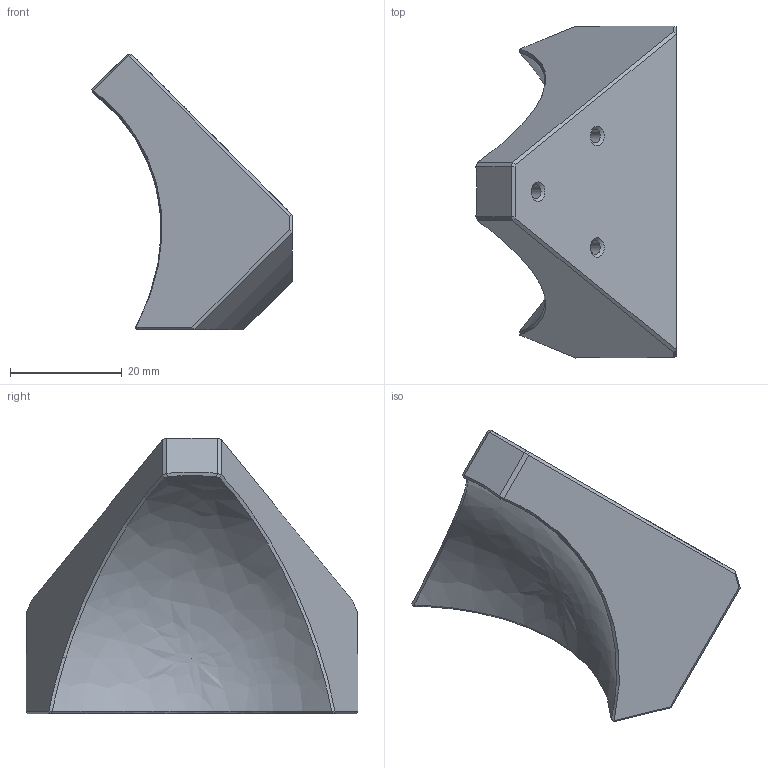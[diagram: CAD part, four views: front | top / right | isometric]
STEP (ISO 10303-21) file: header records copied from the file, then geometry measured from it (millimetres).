
FILE_DESCRIPTION(('Open CASCADE Model'),'2;1');
FILE_NAME('Open CASCADE Shape Model','2025-06-27T09:46:29',('Author'),( 'Open CASCADE'),'Open CASCADE STEP processor 7.7','Open CASCADE 7.7' ,'Unknown');
FILE_SCHEMA(('AUTOMOTIVE_DESIGN { 1 0 10303 214 1 1 1 1 }'));
Length unit declared in the file: millimetre
Products named in the file (1): Open CASCADE STEP translator 7.7 80
Bounding box: 35.89 x 59.5 x 49.48 mm (x, y, z)
Volume: 30079.6 mm3; surface area: 7302.1 mm2
Topology: 1 solids, 1 shells, 54 faces, 119 edges, 71 vertices
Faces by surface type: plane 27, cone 10, bspline 9, cylinder 5, extrusion 2, revolution 1
Full cylindrical faces by diameter (mm): 2.5 x5
Entity records: 4441 total; most frequent: CARTESIAN_POINT 2162, DIRECTION 368, ORIENTED_EDGE 236, PCURVE 236, DEFINITIONAL_REPRESENTATION 236, VECTOR 225, LINE 223, EDGE_CURVE 118
